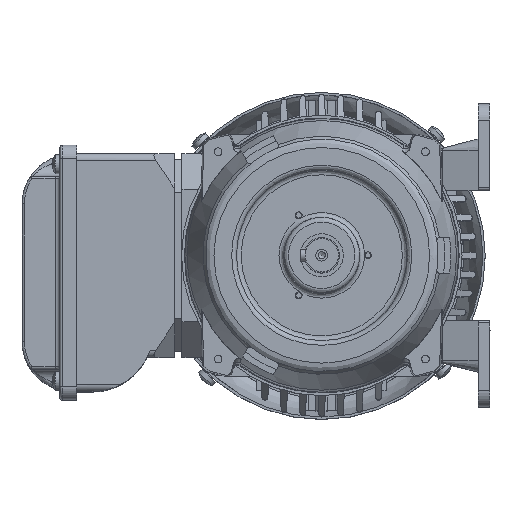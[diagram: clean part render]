
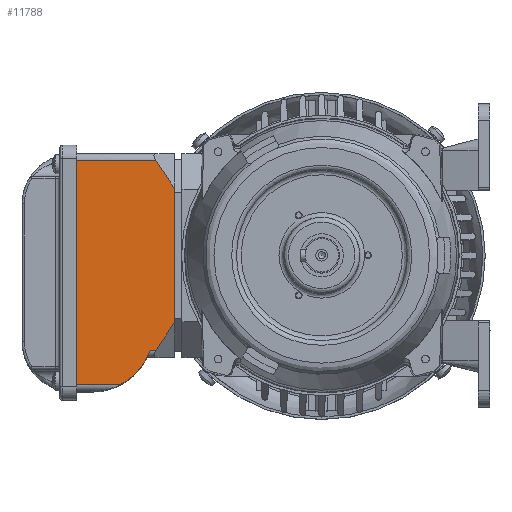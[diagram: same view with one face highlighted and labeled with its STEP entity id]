
A CAD part, top view. The second image highlights one B-rep face of the part: STEP entity #11788.
In plain terms, the highlighted planar face has unit normal (0, 0, 1).
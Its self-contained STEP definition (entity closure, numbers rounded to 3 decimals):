
#7289=CIRCLE('',#54724,26.);
#11788=ADVANCED_FACE('',(#15405),#13119,.T.);
#13119=PLANE('',#54725);
#15405=FACE_OUTER_BOUND('',#18496,.T.);
#18496=EDGE_LOOP('',(#32253,#32254,#32255,#32256,#32257,#32258,#32259,#32260));
#32253=ORIENTED_EDGE('',*,*,#44101,.T.);
#32254=ORIENTED_EDGE('',*,*,#44102,.T.);
#32255=ORIENTED_EDGE('',*,*,#44103,.T.);
#32256=ORIENTED_EDGE('',*,*,#44099,.T.);
#32257=ORIENTED_EDGE('',*,*,#44098,.T.);
#32258=ORIENTED_EDGE('',*,*,#44104,.F.);
#32259=ORIENTED_EDGE('',*,*,#44083,.T.);
#32260=ORIENTED_EDGE('',*,*,#44105,.T.);
#37132=VERTEX_POINT('',#99357);
#37133=VERTEX_POINT('',#99359);
#37143=VERTEX_POINT('',#99406);
#37144=VERTEX_POINT('',#99408);
#37145=VERTEX_POINT('',#99412);
#37146=VERTEX_POINT('',#99416);
#37147=VERTEX_POINT('',#99417);
#37148=VERTEX_POINT('',#99419);
#44083=EDGE_CURVE('',#37133,#37132,#47431,.T.);
#44098=EDGE_CURVE('',#37143,#37144,#47441,.T.);
#44099=EDGE_CURVE('',#37145,#37143,#47442,.T.);
#44101=EDGE_CURVE('',#37146,#37147,#47444,.T.);
#44102=EDGE_CURVE('',#37147,#37148,#47445,.T.);
#44103=EDGE_CURVE('',#37148,#37145,#47446,.T.);
#44104=EDGE_CURVE('',#37133,#37144,#47447,.T.);
#44105=EDGE_CURVE('',#37132,#37146,#7289,.T.);
#47431=LINE('',#99358,#50803);
#47441=LINE('',#99409,#50813);
#47442=LINE('',#99411,#50814);
#47444=LINE('',#99415,#50816);
#47445=LINE('',#99418,#50817);
#47446=LINE('',#99420,#50818);
#47447=LINE('',#99421,#50819);
#50803=VECTOR('',#65788,1.);
#50813=VECTOR('',#65812,1.);
#50814=VECTOR('',#65815,1.);
#50816=VECTOR('',#65819,1.);
#50817=VECTOR('',#65820,1.);
#50818=VECTOR('',#65821,1.);
#50819=VECTOR('',#65822,1.);
#54724=AXIS2_PLACEMENT_3D('',#99422,#65823,#65824);
#54725=AXIS2_PLACEMENT_3D('',#99423,#65825,#65826);
#65788=DIRECTION('',(0.,-1.,0.));
#65812=DIRECTION('',(0.,1.,0.));
#65815=DIRECTION('',(0.832,0.555,0.));
#65819=DIRECTION('',(0.,-1.,0.));
#65820=DIRECTION('',(0.832,-0.555,0.));
#65821=DIRECTION('',(1.,0.,0.));
#65822=DIRECTION('',(1.,0.,0.));
#65823=DIRECTION('',(0.,0.,1.));
#65824=DIRECTION('',(-0.885,-0.466,0.));
#65825=DIRECTION('',(0.,0.,1.));
#65826=DIRECTION('',(-1.,0.,0.));
#99357=CARTESIAN_POINT('',(-64.933,-7.25,52.319));
#99358=CARTESIAN_POINT('',(-64.933,11.875,52.319));
#99359=CARTESIAN_POINT('',(-64.933,11.875,52.319));
#99406=CARTESIAN_POINT('',(29.567,-22.125,52.319));
#99408=CARTESIAN_POINT('',(29.567,11.875,52.319));
#99409=CARTESIAN_POINT('',(29.567,-22.125,52.319));
#99411=CARTESIAN_POINT('',(17.567,-30.125,52.319));
#99412=CARTESIAN_POINT('',(17.567,-30.125,52.319));
#99415=CARTESIAN_POINT('',(-50.433,-19.697,52.319));
#99416=CARTESIAN_POINT('',(-50.433,-19.697,52.319));
#99417=CARTESIAN_POINT('',(-50.433,-22.125,52.319));
#99418=CARTESIAN_POINT('',(-50.433,-22.125,52.319));
#99419=CARTESIAN_POINT('',(-38.433,-30.125,52.319));
#99420=CARTESIAN_POINT('',(-38.433,-30.125,52.319));
#99421=CARTESIAN_POINT('',(-64.933,11.875,52.319));
#99422=CARTESIAN_POINT('',(-41.933,4.875,52.319));
#99423=CARTESIAN_POINT('',(44.167,11.975,52.319));
